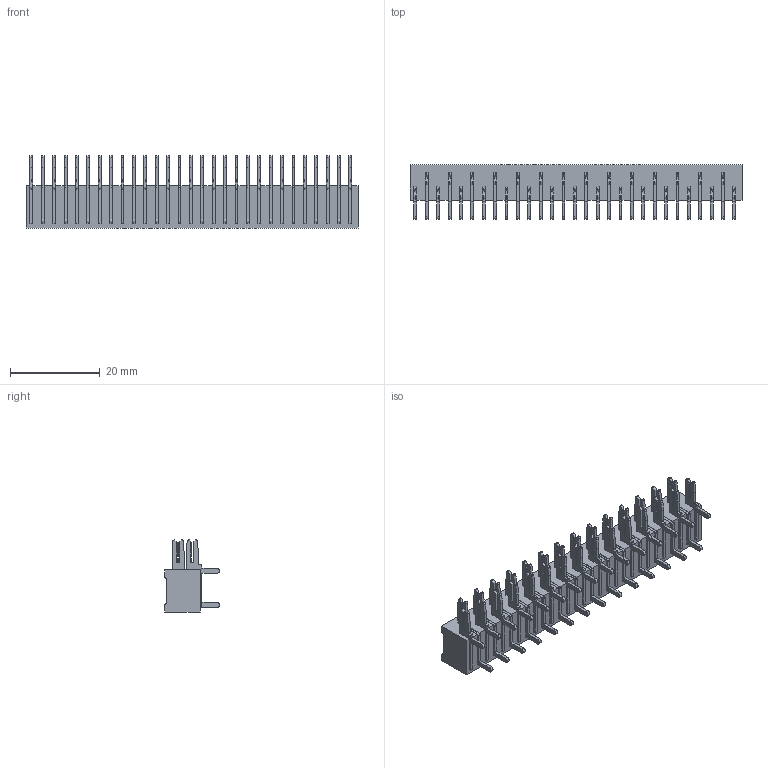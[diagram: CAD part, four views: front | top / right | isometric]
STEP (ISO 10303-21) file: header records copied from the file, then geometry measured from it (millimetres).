
FILE_DESCRIPTION (( 'STEP AP203' ), '1' );
FILE_NAME ('422-029-521-100.STEP', '2019-11-28T19:39:20', ( '' ), ( '' ), 'SwSTEP 2.0', 'SolidWorks 2016', '' );
FILE_SCHEMA (( 'CONFIG_CONTROL_DESIGN' ));
Length unit declared in the file: inch
Products named in the file (4): 422 Part_29; 421-290-002_121; 422-029-521-100; 421-290-001_121
Assembly tree (30 placements, depth 2):
  422-029-521-100
    422 Part_29
    421-290-001_121  x14
    421-290-002_121  x15
Bounding box: 74.02 x 12.19 x 16.05 mm (x, y, z)
Volume: 5710.8 mm3; surface area: 9543.6 mm2
Topology: 30 solids, 30 shells, 912 faces, 2556 edges, 1704 vertices
Faces by surface type: plane 765, cylinder 147
Entity records: 7182 total; most frequent: CARTESIAN_POINT 1095, ORIENTED_EDGE 1056, DIRECTION 982, EDGE_CURVE 528, LINE 504, VECTOR 504, VERTEX_POINT 352, AXIS2_PLACEMENT_3D 239
